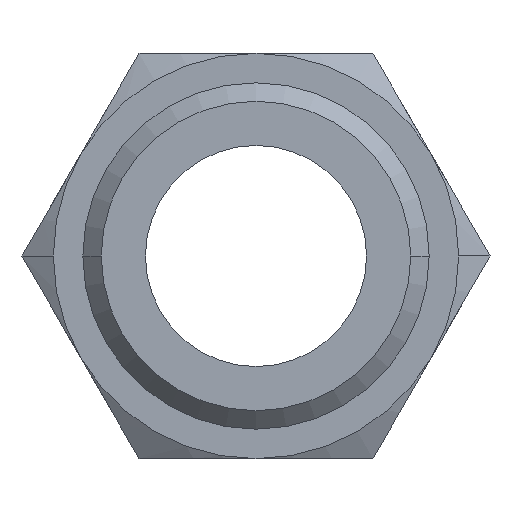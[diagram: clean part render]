
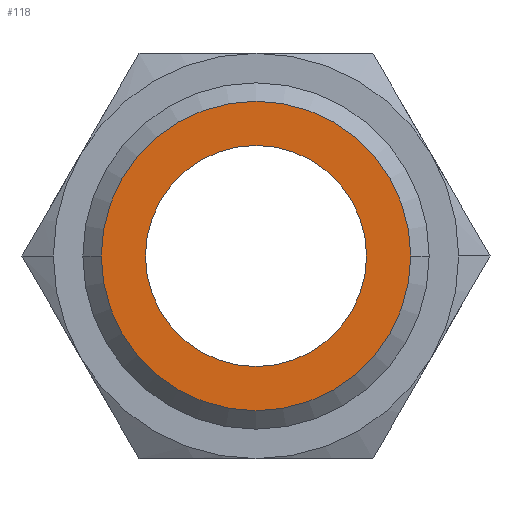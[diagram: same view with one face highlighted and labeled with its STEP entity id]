
A CAD part, front view. The second image highlights one B-rep face of the part: STEP entity #118.
In plain terms, the highlighted planar face has unit normal (0, -1, 0).
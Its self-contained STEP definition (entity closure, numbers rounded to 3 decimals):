
#118=ADVANCED_FACE('',(#247,#248),#249,.T.);
#247=FACE_BOUND('',#384,.T.);
#248=FACE_OUTER_BOUND('',#385,.T.);
#249=PLANE('',#386);
#384=EDGE_LOOP('',(#654,#655));
#385=EDGE_LOOP('',(#656,#657));
#386=AXIS2_PLACEMENT_3D('',#658,#659,#660);
#654=ORIENTED_EDGE('',*,*,#802,.T.);
#655=ORIENTED_EDGE('',*,*,#882,.T.);
#656=ORIENTED_EDGE('',*,*,#866,.F.);
#657=ORIENTED_EDGE('',*,*,#883,.F.);
#658=CARTESIAN_POINT('',(2.1,0.0,0.0));
#659=DIRECTION('',(-0.0,-1.0,-0.0));
#660=DIRECTION('',(-1.0,0.0,0.0));
#802=EDGE_CURVE('',#949,#947,#950,.T.);
#866=EDGE_CURVE('',#1040,#1042,#1043,.T.);
#882=EDGE_CURVE('',#947,#949,#1062,.T.);
#883=EDGE_CURVE('',#1042,#1040,#1063,.T.);
#947=VERTEX_POINT('',#1199);
#949=VERTEX_POINT('',#1202);
#950=CIRCLE('',#1203,3.0);
#1040=VERTEX_POINT('',#1439);
#1042=VERTEX_POINT('',#1442);
#1043=CIRCLE('',#1443,4.2);
#1062=CIRCLE('',#1476,3.0);
#1063=CIRCLE('',#1477,4.2);
#1199=CARTESIAN_POINT('',(3.0,0.0,0.));
#1202=CARTESIAN_POINT('',(-3.0,0.0,0.));
#1203=AXIS2_PLACEMENT_3D('',#1580,#1581,#1582);
#1439=CARTESIAN_POINT('',(4.2,0.0,0.0));
#1442=CARTESIAN_POINT('',(-4.2,0.0,0.));
#1443=AXIS2_PLACEMENT_3D('',#1658,#1659,#1660);
#1476=AXIS2_PLACEMENT_3D('',#1682,#1683,#1684);
#1477=AXIS2_PLACEMENT_3D('',#1685,#1686,#1687);
#1580=CARTESIAN_POINT('',(0.0,0.0,0.0));
#1581=DIRECTION('',(-0.0,1.0,0.0));
#1582=DIRECTION('',(1.0,0.0,0.0));
#1658=CARTESIAN_POINT('',(0.0,0.0,0.0));
#1659=DIRECTION('',(-0.0,1.0,0.0));
#1660=DIRECTION('',(1.0,0.0,0.0));
#1682=CARTESIAN_POINT('',(0.0,0.0,0.0));
#1683=DIRECTION('',(-0.0,1.0,0.0));
#1684=DIRECTION('',(1.0,0.0,0.0));
#1685=CARTESIAN_POINT('',(0.0,0.0,0.0));
#1686=DIRECTION('',(-0.0,1.0,0.0));
#1687=DIRECTION('',(1.0,0.0,0.0));
